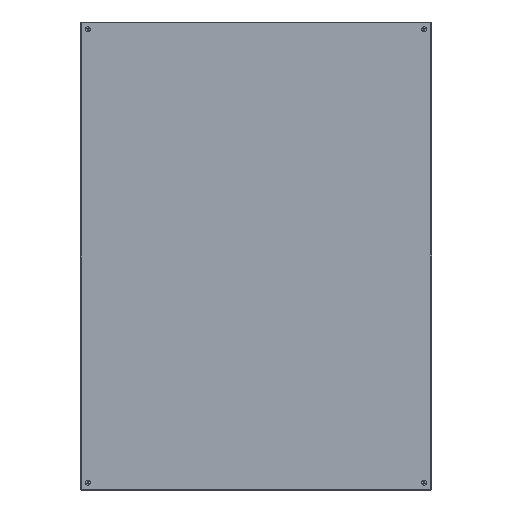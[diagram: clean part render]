
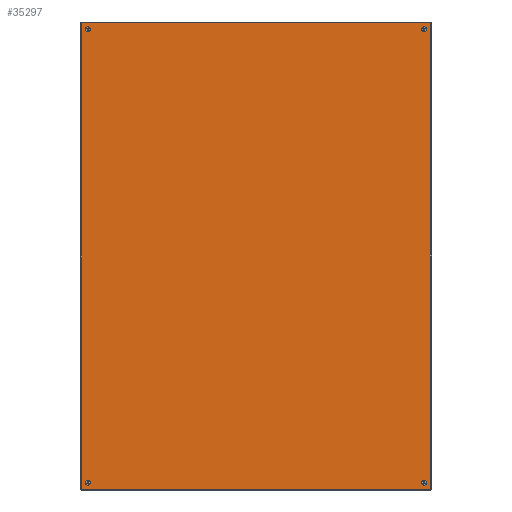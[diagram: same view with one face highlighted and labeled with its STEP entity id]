
A CAD part, left-side view. The second image highlights one B-rep face of the part: STEP entity #35297.
In plain terms, the highlighted face is planar.
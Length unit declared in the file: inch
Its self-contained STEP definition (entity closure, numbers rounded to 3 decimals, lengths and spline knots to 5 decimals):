
#412 = ORIENTED_EDGE ( 'NONE', *, *, #65037, .T. ) ;
#1975 = CARTESIAN_POINT ( 'NONE',  ( -23.928, 0., -17.892 ) ) ;
#2108 = CARTESIAN_POINT ( 'NONE',  ( -23., 0., -17.25 ) ) ;
#3870 = ORIENTED_EDGE ( 'NONE', *, *, #9664, .T. ) ;
#4371 = CARTESIAN_POINT ( 'NONE',  ( 23.928, 0., 17.892 ) ) ;
#6170 = CARTESIAN_POINT ( 'NONE',  ( 23., 0., -17.25 ) ) ;
#9097 = VERTEX_POINT ( 'NONE', #28765 ) ;
#9473 = DIRECTION ( 'NONE',  ( 0., 0., 1. ) ) ;
#9664 = EDGE_CURVE ( 'NONE', #41943, #9097, #117507, .T. ) ;
#11659 = CARTESIAN_POINT ( 'NONE',  ( 23.928, 0., -17.892 ) ) ;
#12032 = ORIENTED_EDGE ( 'NONE', *, *, #62263, .T. ) ;
#12960 = DIRECTION ( 'NONE',  ( -1., 0., 0. ) ) ;
#14446 = ORIENTED_EDGE ( 'NONE', *, *, #64665, .F. ) ;
#16963 = VERTEX_POINT ( 'NONE', #92292 ) ;
#17421 = CARTESIAN_POINT ( 'NONE',  ( -23.5, 0., -17.25 ) ) ;
#18493 = ORIENTED_EDGE ( 'NONE', *, *, #132709, .T. ) ;
#20011 = ORIENTED_EDGE ( 'NONE', *, *, #30564, .F. ) ;
#20237 = CIRCLE ( 'NONE', #132015, 0.25 ) ;
#20612 = DIRECTION ( 'NONE',  ( 1., 0., 0. ) ) ;
#25773 = VERTEX_POINT ( 'NONE', #6170 ) ;
#25909 = DIRECTION ( 'NONE',  ( 1., 0., 0. ) ) ;
#25910 = EDGE_LOOP ( 'NONE', ( #47086, #58790 ) ) ;
#28765 = CARTESIAN_POINT ( 'NONE',  ( -23.928, 0., 17.892 ) ) ;
#29218 = EDGE_LOOP ( 'NONE', ( #107699, #18493 ) ) ;
#30564 = EDGE_CURVE ( 'NONE', #41943, #127722, #123653, .T. ) ;
#30577 = FACE_BOUND ( 'NONE', #25910, .T. ) ;
#32714 = CIRCLE ( 'NONE', #64258, 0.25 ) ;
#35297 = ADVANCED_FACE ( 'NONE', ( #40300, #82491, #54815, #30577, #63025 ), #134021, .F. ) ;
#35374 = AXIS2_PLACEMENT_3D ( 'NONE', #89677, #79702, #58326 ) ;
#37782 = CIRCLE ( 'NONE', #116925, 0.25 ) ;
#38980 = DIRECTION ( 'NONE',  ( 1., 0., 0. ) ) ;
#39720 = VECTOR ( 'NONE', #12960, 39.37008 ) ;
#39810 = ORIENTED_EDGE ( 'NONE', *, *, #121462, .T. ) ;
#40300 = FACE_OUTER_BOUND ( 'NONE', #130680, .T. ) ;
#41192 = ORIENTED_EDGE ( 'NONE', *, *, #105771, .T. ) ;
#41440 = EDGE_CURVE ( 'NONE', #101192, #98902, #20237, .T. ) ;
#41943 = VERTEX_POINT ( 'NONE', #1975 ) ;
#43356 = CARTESIAN_POINT ( 'NONE',  ( -23.5, 0., 17.25 ) ) ;
#43982 = EDGE_CURVE ( 'NONE', #25773, #16963, #54361, .T. ) ;
#47086 = ORIENTED_EDGE ( 'NONE', *, *, #79045, .T. ) ;
#47364 = CARTESIAN_POINT ( 'NONE',  ( 23.928, 0., -17.892 ) ) ;
#47887 = CARTESIAN_POINT ( 'NONE',  ( 23.25, 0., -17.25 ) ) ;
#49787 = EDGE_CURVE ( 'NONE', #52376, #51719, #65719, .T. ) ;
#51719 = VERTEX_POINT ( 'NONE', #43356 ) ;
#52376 = VERTEX_POINT ( 'NONE', #115333 ) ;
#52658 = LINE ( 'NONE', #56041, #39720 ) ;
#53823 = VECTOR ( 'NONE', #99970, 39.37008 ) ;
#54361 = CIRCLE ( 'NONE', #59674, 0.25 ) ;
#54467 = CIRCLE ( 'NONE', #114586, 0.25 ) ;
#54815 = FACE_BOUND ( 'NONE', #74775, .T. ) ;
#56041 = CARTESIAN_POINT ( 'NONE',  ( -23.928, 0., 17.892 ) ) ;
#56242 = CARTESIAN_POINT ( 'NONE',  ( -23.25, 0., -17.25 ) ) ;
#58326 = DIRECTION ( 'NONE',  ( 1., 0., 0. ) ) ;
#58750 = LINE ( 'NONE', #124142, #84702 ) ;
#58790 = ORIENTED_EDGE ( 'NONE', *, *, #43982, .T. ) ;
#59674 = AXIS2_PLACEMENT_3D ( 'NONE', #123865, #61709, #103372 ) ;
#60967 = DIRECTION ( 'NONE',  ( 0., -1., 0. ) ) ;
#61709 = DIRECTION ( 'NONE',  ( 0., -1., 0. ) ) ;
#62263 = EDGE_CURVE ( 'NONE', #127803, #110524, #83948, .T. ) ;
#62646 = DIRECTION ( 'NONE',  ( 0., -1., 0. ) ) ;
#63025 = FACE_BOUND ( 'NONE', #29218, .T. ) ;
#64258 = AXIS2_PLACEMENT_3D ( 'NONE', #104738, #62646, #83565 ) ;
#64665 = EDGE_CURVE ( 'NONE', #114726, #9097, #52658, .T. ) ;
#65037 = EDGE_CURVE ( 'NONE', #51719, #52376, #37782, .T. ) ;
#65719 = CIRCLE ( 'NONE', #97780, 0.25 ) ;
#71425 = DIRECTION ( 'NONE',  ( 1., 0., 0. ) ) ;
#71550 = DIRECTION ( 'NONE',  ( 0., 0., -1. ) ) ;
#71818 = DIRECTION ( 'NONE',  ( 0., -1., 0. ) ) ;
#74147 = CIRCLE ( 'NONE', #35374, 0.25 ) ;
#74775 = EDGE_LOOP ( 'NONE', ( #112249, #412 ) ) ;
#79045 = EDGE_CURVE ( 'NONE', #16963, #25773, #54467, .T. ) ;
#79702 = DIRECTION ( 'NONE',  ( 0., -1., 0. ) ) ;
#82491 = FACE_BOUND ( 'NONE', #118740, .T. ) ;
#82712 = CARTESIAN_POINT ( 'NONE',  ( 23.928, 0., -17.928 ) ) ;
#83565 = DIRECTION ( 'NONE',  ( 1., 0., 0. ) ) ;
#83948 = CIRCLE ( 'NONE', #100091, 0.25 ) ;
#84702 = VECTOR ( 'NONE', #71550, 39.37008 ) ;
#85767 = CARTESIAN_POINT ( 'NONE',  ( 23.25, 0., 17.25 ) ) ;
#88023 = DIRECTION ( 'NONE',  ( 0., -1., 0. ) ) ;
#89677 = CARTESIAN_POINT ( 'NONE',  ( -23.25, 0., -17.25 ) ) ;
#90005 = VECTOR ( 'NONE', #9473, 39.37008 ) ;
#90769 = CARTESIAN_POINT ( 'NONE',  ( -23.25, 0., 17.25 ) ) ;
#92292 = CARTESIAN_POINT ( 'NONE',  ( 23.5, 0., -17.25 ) ) ;
#97780 = AXIS2_PLACEMENT_3D ( 'NONE', #90769, #101133, #111997 ) ;
#98902 = VERTEX_POINT ( 'NONE', #17421 ) ;
#99970 = DIRECTION ( 'NONE',  ( 1., 0., 0. ) ) ;
#100091 = AXIS2_PLACEMENT_3D ( 'NONE', #85767, #88023, #38980 ) ;
#101133 = DIRECTION ( 'NONE',  ( 0., -1., 0. ) ) ;
#101192 = VERTEX_POINT ( 'NONE', #2108 ) ;
#101323 = CARTESIAN_POINT ( 'NONE',  ( -23.25, 0., 17.25 ) ) ;
#103372 = DIRECTION ( 'NONE',  ( 1., 0., 0. ) ) ;
#104738 = CARTESIAN_POINT ( 'NONE',  ( 23.25, 0., 17.25 ) ) ;
#105771 = EDGE_CURVE ( 'NONE', #110524, #127803, #32714, .T. ) ;
#107699 = ORIENTED_EDGE ( 'NONE', *, *, #41440, .T. ) ;
#110524 = VERTEX_POINT ( 'NONE', #129323 ) ;
#110852 = DIRECTION ( 'NONE',  ( 1., 0., 0. ) ) ;
#111972 = CARTESIAN_POINT ( 'NONE',  ( -23.928, 0., 17.928 ) ) ;
#111997 = DIRECTION ( 'NONE',  ( 1., 0., 0. ) ) ;
#112249 = ORIENTED_EDGE ( 'NONE', *, *, #49787, .T. ) ;
#114586 = AXIS2_PLACEMENT_3D ( 'NONE', #47887, #120400, #110852 ) ;
#114726 = VERTEX_POINT ( 'NONE', #4371 ) ;
#115333 = CARTESIAN_POINT ( 'NONE',  ( -23., 0., 17.25 ) ) ;
#116925 = AXIS2_PLACEMENT_3D ( 'NONE', #101323, #60967, #71425 ) ;
#117507 = LINE ( 'NONE', #111972, #90005 ) ;
#118194 = CARTESIAN_POINT ( 'NONE',  ( 23.5, 0., 17.25 ) ) ;
#118740 = EDGE_LOOP ( 'NONE', ( #12032, #41192 ) ) ;
#120400 = DIRECTION ( 'NONE',  ( 0., -1., 0. ) ) ;
#121462 = EDGE_CURVE ( 'NONE', #114726, #127722, #58750, .T. ) ;
#123653 = LINE ( 'NONE', #47364, #53823 ) ;
#123865 = CARTESIAN_POINT ( 'NONE',  ( 23.25, 0., -17.25 ) ) ;
#124142 = CARTESIAN_POINT ( 'NONE',  ( 23.928, 0., -17.928 ) ) ;
#127722 = VERTEX_POINT ( 'NONE', #11659 ) ;
#127776 = AXIS2_PLACEMENT_3D ( 'NONE', #82712, #71818, #20612 ) ;
#127803 = VERTEX_POINT ( 'NONE', #118194 ) ;
#128871 = DIRECTION ( 'NONE',  ( 0., -1., 0. ) ) ;
#129323 = CARTESIAN_POINT ( 'NONE',  ( 23., 0., 17.25 ) ) ;
#130680 = EDGE_LOOP ( 'NONE', ( #20011, #3870, #14446, #39810 ) ) ;
#132015 = AXIS2_PLACEMENT_3D ( 'NONE', #56242, #128871, #25909 ) ;
#132709 = EDGE_CURVE ( 'NONE', #98902, #101192, #74147, .T. ) ;
#134021 = PLANE ( 'NONE',  #127776 ) ;
